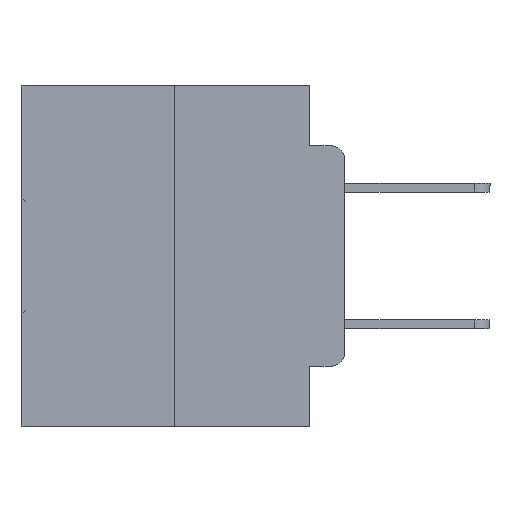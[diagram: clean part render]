
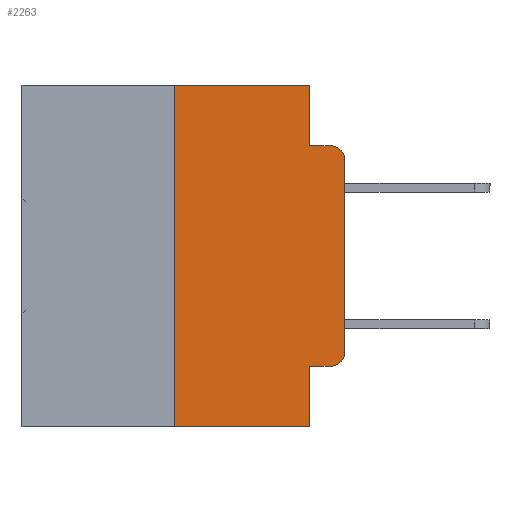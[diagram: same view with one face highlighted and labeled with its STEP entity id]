
A CAD part, left-side view. The second image highlights one B-rep face of the part: STEP entity #2263.
In plain terms, the highlighted planar face has unit normal (-1, 0, 0).
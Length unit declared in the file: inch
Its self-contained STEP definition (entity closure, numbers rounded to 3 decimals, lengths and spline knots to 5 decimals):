
#632 = EDGE_CURVE ( 'NONE', #11443, #13843, #25968, .T. ) ;
#742 = ORIENTED_EDGE ( 'NONE', *, *, #19951, .T. ) ;
#870 = CARTESIAN_POINT ( 'NONE',  ( 0., 0.25, 0. ) ) ;
#912 = DIRECTION ( 'NONE',  ( 1., 0., 0. ) ) ;
#920 = DIRECTION ( 'NONE',  ( 0., 0., -1. ) ) ;
#1490 = EDGE_LOOP ( 'NONE', ( #12853, #742, #20657, #26874, #15841, #22175, #3842, #11033, #12511, #6972 ) ) ;
#1911 = CARTESIAN_POINT ( 'NONE',  ( 0., 0.25, -0.5 ) ) ;
#2045 = DIRECTION ( 'NONE',  ( -1., 0., 0. ) ) ;
#2201 = DIRECTION ( 'NONE',  ( 0., 0., 1. ) ) ;
#2263 = ADVANCED_FACE ( 'NONE', ( #19971 ), #4999, .F. ) ;
#2326 = EDGE_CURVE ( 'NONE', #14748, #6483, #30163, .T. ) ;
#2411 = DIRECTION ( 'NONE',  ( 0., 0., -1. ) ) ;
#2562 = EDGE_CURVE ( 'NONE', #11443, #25688, #13242, .T. ) ;
#3056 = AXIS2_PLACEMENT_3D ( 'NONE', #13365, #912, #920 ) ;
#3072 = CARTESIAN_POINT ( 'NONE',  ( 0., 0., 0. ) ) ;
#3681 = CARTESIAN_POINT ( 'NONE',  ( 0., 0.051, -0.4115 ) ) ;
#3722 = CARTESIAN_POINT ( 'NONE',  ( 0., 0.02, -0.4115 ) ) ;
#3842 = ORIENTED_EDGE ( 'NONE', *, *, #2562, .T. ) ;
#4337 = AXIS2_PLACEMENT_3D ( 'NONE', #30752, #16745, #2411 ) ;
#4960 = VERTEX_POINT ( 'NONE', #3722 ) ;
#4974 = LINE ( 'NONE', #9044, #23995 ) ;
#4999 = PLANE ( 'NONE',  #3056 ) ;
#5556 = VERTEX_POINT ( 'NONE', #24967 ) ;
#5821 = VECTOR ( 'NONE', #8822, 39.37008 ) ;
#6178 = DIRECTION ( 'NONE',  ( 0., -1., 0. ) ) ;
#6483 = VERTEX_POINT ( 'NONE', #23486 ) ;
#6972 = ORIENTED_EDGE ( 'NONE', *, *, #23748, .T. ) ;
#7276 = EDGE_CURVE ( 'NONE', #6483, #18009, #4974, .T. ) ;
#7462 = CARTESIAN_POINT ( 'NONE',  ( 0., 0., -0.1085 ) ) ;
#7673 = CARTESIAN_POINT ( 'NONE',  ( 0., 0.051, -0.5 ) ) ;
#8156 = CIRCLE ( 'NONE', #22267, 0.02 ) ;
#8422 = DIRECTION ( 'NONE',  ( 0., -1., 0. ) ) ;
#8814 = CARTESIAN_POINT ( 'NONE',  ( 0., 0.051, 0. ) ) ;
#8822 = DIRECTION ( 'NONE',  ( 0., 0., -1. ) ) ;
#9044 = CARTESIAN_POINT ( 'NONE',  ( 0., 0.051, -0.0885 ) ) ;
#9849 = LINE ( 'NONE', #3681, #21693 ) ;
#10241 = LINE ( 'NONE', #30605, #22096 ) ;
#10991 = CARTESIAN_POINT ( 'NONE',  ( 0., 0.25, 0. ) ) ;
#11033 = ORIENTED_EDGE ( 'NONE', *, *, #26811, .F. ) ;
#11376 = VECTOR ( 'NONE', #17372, 39.37008 ) ;
#11443 = VERTEX_POINT ( 'NONE', #1911 ) ;
#11508 = EDGE_CURVE ( 'NONE', #13843, #14748, #10241, .T. ) ;
#11930 = CARTESIAN_POINT ( 'NONE',  ( 0., 0.051, 0. ) ) ;
#12511 = ORIENTED_EDGE ( 'NONE', *, *, #25298, .T. ) ;
#12853 = ORIENTED_EDGE ( 'NONE', *, *, #29338, .T. ) ;
#13242 = LINE ( 'NONE', #30464, #18830 ) ;
#13365 = CARTESIAN_POINT ( 'NONE',  ( 0., 0.473, 0. ) ) ;
#13843 = VERTEX_POINT ( 'NONE', #10991 ) ;
#14748 = VERTEX_POINT ( 'NONE', #26109 ) ;
#14808 = VERTEX_POINT ( 'NONE', #16826 ) ;
#14877 = VECTOR ( 'NONE', #16674, 39.37008 ) ;
#15841 = ORIENTED_EDGE ( 'NONE', *, *, #11508, .F. ) ;
#16407 = CARTESIAN_POINT ( 'NONE',  ( 0., 0.02, -0.1085 ) ) ;
#16674 = DIRECTION ( 'NONE',  ( 0., 0., -1. ) ) ;
#16745 = DIRECTION ( 'NONE',  ( -1., 0., 0. ) ) ;
#16826 = CARTESIAN_POINT ( 'NONE',  ( 0., 0.051, -0.4115 ) ) ;
#17372 = DIRECTION ( 'NONE',  ( 0., 0., 1. ) ) ;
#18009 = VERTEX_POINT ( 'NONE', #30071 ) ;
#18786 = DIRECTION ( 'NONE',  ( 0., 0., -1. ) ) ;
#18830 = VECTOR ( 'NONE', #8422, 39.37008 ) ;
#19702 = VECTOR ( 'NONE', #2201, 39.37008 ) ;
#19951 = EDGE_CURVE ( 'NONE', #23832, #18009, #8156, .T. ) ;
#19971 = FACE_OUTER_BOUND ( 'NONE', #1490, .T. ) ;
#20657 = ORIENTED_EDGE ( 'NONE', *, *, #7276, .F. ) ;
#21214 = LINE ( 'NONE', #11930, #14877 ) ;
#21285 = DIRECTION ( 'NONE',  ( 0., -1., 0. ) ) ;
#21414 = CIRCLE ( 'NONE', #4337, 0.02 ) ;
#21693 = VECTOR ( 'NONE', #6178, 39.37008 ) ;
#22096 = VECTOR ( 'NONE', #21285, 39.37008 ) ;
#22175 = ORIENTED_EDGE ( 'NONE', *, *, #632, .F. ) ;
#22267 = AXIS2_PLACEMENT_3D ( 'NONE', #16407, #2045, #18786 ) ;
#23208 = DIRECTION ( 'NONE',  ( 0., -1., 0. ) ) ;
#23486 = CARTESIAN_POINT ( 'NONE',  ( 0., 0.051, -0.0885 ) ) ;
#23748 = EDGE_CURVE ( 'NONE', #4960, #5556, #21414, .T. ) ;
#23832 = VERTEX_POINT ( 'NONE', #7462 ) ;
#23995 = VECTOR ( 'NONE', #23208, 39.37008 ) ;
#24967 = CARTESIAN_POINT ( 'NONE',  ( 0., 0., -0.3915 ) ) ;
#25298 = EDGE_CURVE ( 'NONE', #14808, #4960, #9849, .T. ) ;
#25688 = VERTEX_POINT ( 'NONE', #7673 ) ;
#25968 = LINE ( 'NONE', #870, #19702 ) ;
#26109 = CARTESIAN_POINT ( 'NONE',  ( 0., 0.051, 0. ) ) ;
#26811 = EDGE_CURVE ( 'NONE', #14808, #25688, #21214, .T. ) ;
#26874 = ORIENTED_EDGE ( 'NONE', *, *, #2326, .F. ) ;
#29338 = EDGE_CURVE ( 'NONE', #5556, #23832, #30113, .T. ) ;
#30071 = CARTESIAN_POINT ( 'NONE',  ( 0., 0.02, -0.0885 ) ) ;
#30113 = LINE ( 'NONE', #3072, #11376 ) ;
#30163 = LINE ( 'NONE', #8814, #5821 ) ;
#30464 = CARTESIAN_POINT ( 'NONE',  ( 0., 0.473, -0.5 ) ) ;
#30605 = CARTESIAN_POINT ( 'NONE',  ( 0., 0.473, 0. ) ) ;
#30752 = CARTESIAN_POINT ( 'NONE',  ( 0., 0.02, -0.3915 ) ) ;
